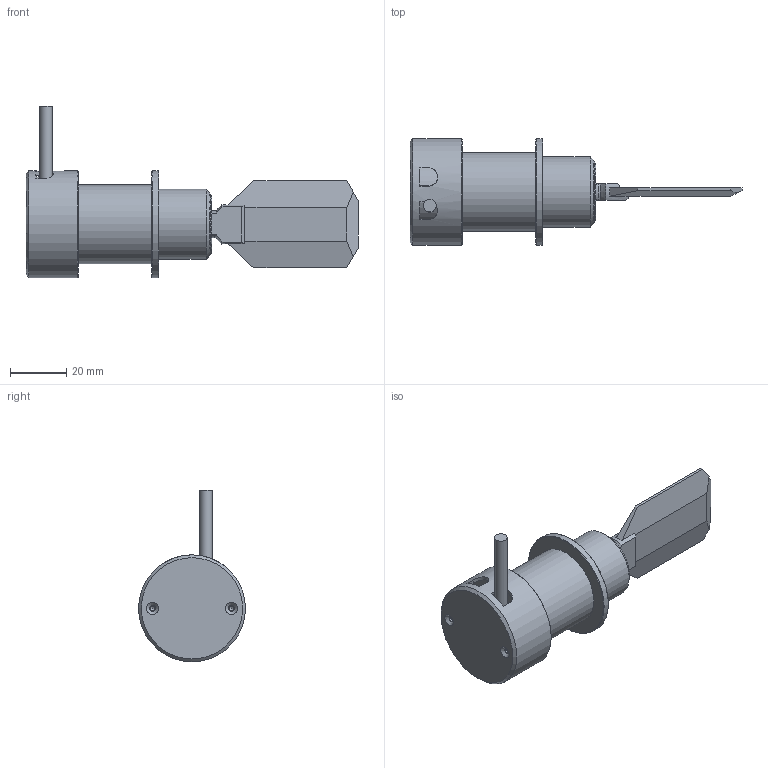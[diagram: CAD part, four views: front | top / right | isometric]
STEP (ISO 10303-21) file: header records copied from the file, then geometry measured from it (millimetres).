
FILE_DESCRIPTION (( 'STEP AP203' ), '1' );
FILE_NAME ('20萇儂湍3Y噩え.STEP', '2022-03-01T02:10:37', ( 'Windows 蚚誧' ), ( '' ), 'SwSTEP 2.0', 'SolidWorks 2017', '' );
FILE_SCHEMA (( 'CONFIG_CONTROL_DESIGN' ));
Length unit declared in the file: millimetre
Products named in the file (3): 20萇儂湍3Y噩え; 20萇儂; GNR20-3-Y-S
Assembly tree (2 placements, depth 2):
  20萇儂湍3Y噩え
    20萇儂
    GNR20-3-Y-S
Bounding box: 117.99 x 38 x 60.97 mm (x, y, z)
Volume: 47520.7 mm3; surface area: 17393.3 mm2
Topology: 5 solids, 6 shells, 153 faces, 375 edges, 245 vertices
Faces by surface type: plane 78, cylinder 51, cone 24
Full cylindrical faces by diameter (mm): 0.1 x1, 1.2 x1, 1.6 x4, 1.8 x1, 1.9 x2, 2.05 x4, 2.1 x2, 2.4 x2, 4.2 x2, 4.5 x1, 5.8 x1, 6.9 x1, 7.5 x1, 7.938 x1, 9.3 x1, 9.5 x1, 10 x1, 21.5 x1, 23.231 x1, 25 x1, 28 x1, 35.5 x1, 36.4 x1, 38 x2
Entity records: 4536 total; most frequent: CARTESIAN_POINT 951, DIRECTION 715, ORIENTED_EDGE 576, AXIS2_PLACEMENT_3D 289, EDGE_CURVE 288, EDGE_LOOP 235, VERTEX_POINT 215, FACE_OUTER_BOUND 188
